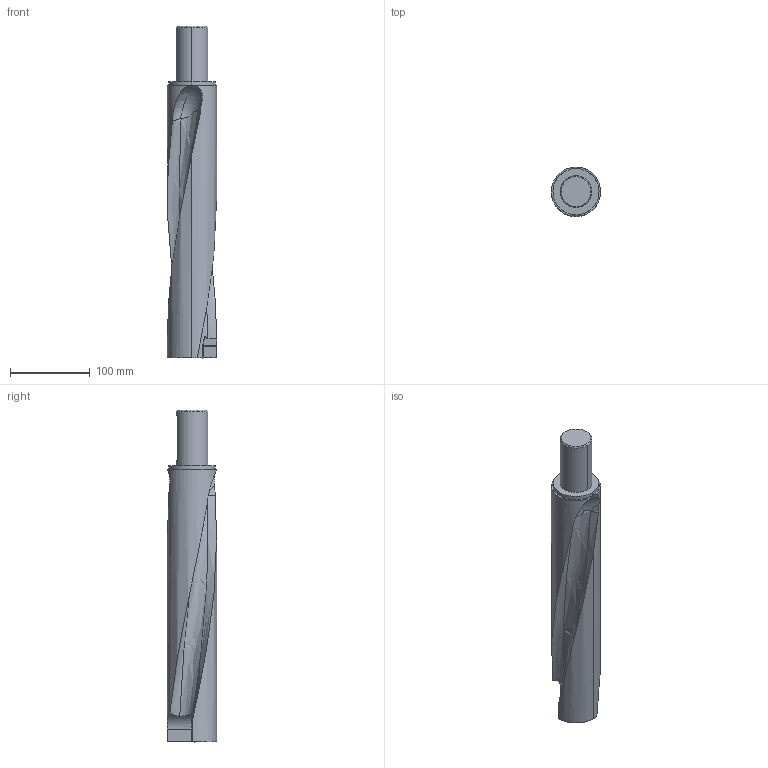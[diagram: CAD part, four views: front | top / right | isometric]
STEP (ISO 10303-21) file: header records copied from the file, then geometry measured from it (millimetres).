
FILE_DESCRIPTION(('no description'),'unknown implementation level');
FILE_NAME('solidJvbpigpNXdJsTwESONWve6Bb87I_1.STP',' ',('CIM GmbH Aachen'),('CADClick - KiM GmbH - www.kimweb.de'),'unknown preprocess','ACIS','unknown authorization');
FILE_SCHEMA(('automotive_design'));
Length unit declared in the file: millimetre
Products named in the file (1): 1
Bounding box: 62 x 62 x 417.5 mm (x, y, z)
Volume: 766472.1 mm3; surface area: 91156.8 mm2
Topology: 1 solids, 1 shells, 67 faces, 178 edges, 115 vertices
Faces by surface type: plane 30, cylinder 19, bspline 6, revolution 6, cone 4, torus 2
Entity records: 6417 total; most frequent: CARTESIAN_POINT 2789, STYLED_ITEM 361, PRESENTATION_STYLE_ASSIGNMENT 361, COLOUR_RGB 361, ORIENTED_EDGE 356, DIRECTION 306, EDGE_CURVE 178, CURVE_STYLE 178
